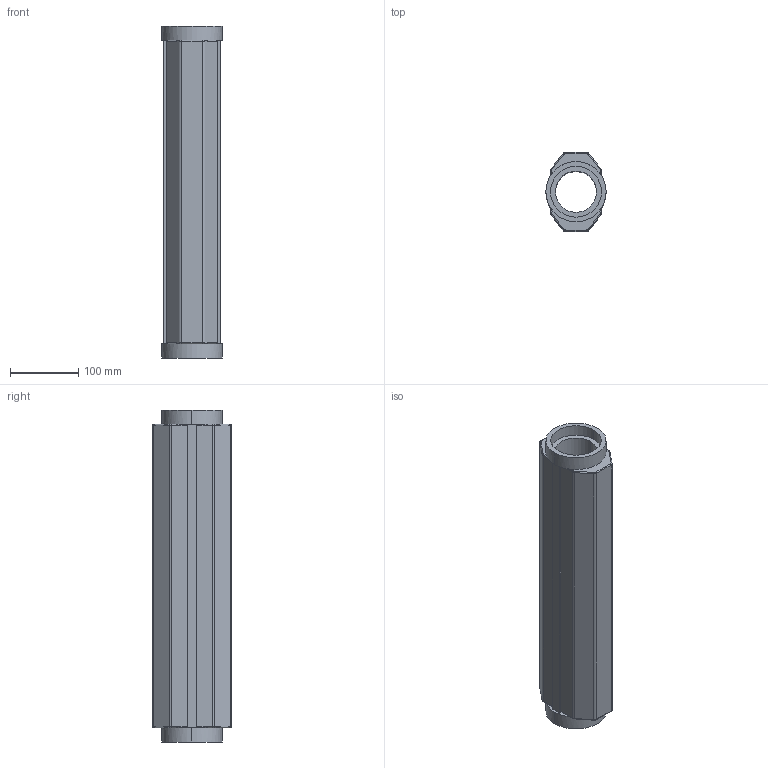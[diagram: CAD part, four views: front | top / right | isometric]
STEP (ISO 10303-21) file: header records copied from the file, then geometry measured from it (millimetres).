
FILE_DESCRIPTION (( 'STEP AP214' ), '1' );
FILE_NAME ('717500.STEP', '2012-02-13T14:22:22', ( '' ), ( '' ), 'SwSTEP 2.0', 'SolidWorks 2012', '' );
FILE_SCHEMA (( 'AUTOMOTIVE_DESIGN' ));
Length unit declared in the file: inch
Products named in the file (1): 717500
Bounding box: 88.27 x 115.57 x 486.77 mm (x, y, z)
Volume: 2289097.9 mm3; surface area: 267673.6 mm2
Topology: 1 solids, 1 shells, 82 faces, 194 edges, 116 vertices
Faces by surface type: cylinder 38, plane 28, torus 16
Entity records: 3234 total; most frequent: DIRECTION 460, CARTESIAN_POINT 393, ORIENTED_EDGE 388, EDGE_CURVE 194, AXIS2_PLACEMENT_3D 183, VERTEX_POINT 116, CIRCLE 100, LINE 94
